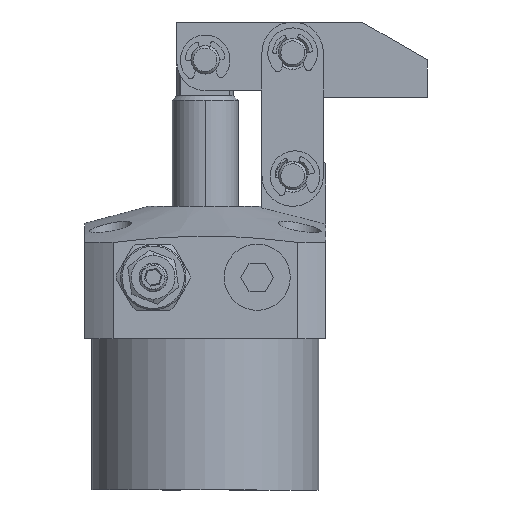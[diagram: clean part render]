
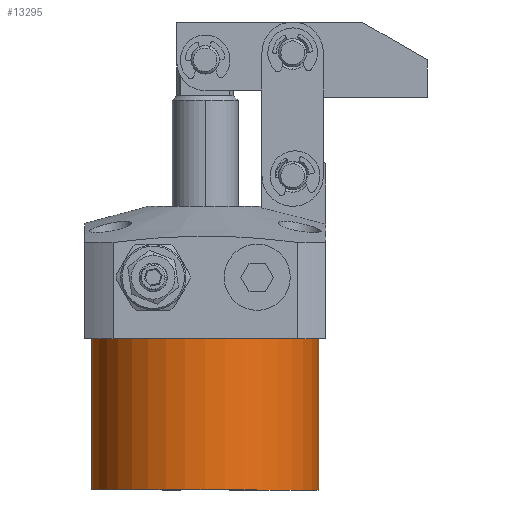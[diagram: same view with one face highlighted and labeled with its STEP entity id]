
A CAD part, left-side view. The second image highlights one B-rep face of the part: STEP entity #13295.
In plain terms, the highlighted cylindrical face has radius 24 mm (diameter 48 mm), a partial arc.
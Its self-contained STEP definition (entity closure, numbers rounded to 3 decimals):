
#299 = DIRECTION ( 'NONE',  ( 0., -1., 0. ) ) ;
#965 = DIRECTION ( 'NONE',  ( 0., -1., 0. ) ) ;
#972 = ORIENTED_EDGE ( 'NONE', *, *, #5484, .T. ) ;
#1153 = EDGE_CURVE ( 'NONE', #17455, #16369, #2409, .T. ) ;
#1640 = CARTESIAN_POINT ( 'NONE',  ( 0., 32., -24. ) ) ;
#2170 = FACE_OUTER_BOUND ( 'NONE', #15337, .T. ) ;
#2409 = CIRCLE ( 'NONE', #13171, 24. ) ;
#2854 = CARTESIAN_POINT ( 'NONE',  ( 0., 0., 0. ) ) ;
#3481 = VECTOR ( 'NONE', #9731, 1000. ) ;
#4263 = DIRECTION ( 'NONE',  ( 0., 0., -1. ) ) ;
#4999 = CARTESIAN_POINT ( 'NONE',  ( 0., 2.214, -24. ) ) ;
#5453 = CIRCLE ( 'NONE', #14329, 24. ) ;
#5484 = EDGE_CURVE ( 'NONE', #16369, #17018, #14894, .T. ) ;
#6105 = CARTESIAN_POINT ( 'NONE',  ( 0., 32., 0. ) ) ;
#7404 = CARTESIAN_POINT ( 'NONE',  ( 0., 0., 24. ) ) ;
#7526 = DIRECTION ( 'NONE',  ( 0., 0., -1. ) ) ;
#8781 = VERTEX_POINT ( 'NONE', #7404 ) ;
#8942 = AXIS2_PLACEMENT_3D ( 'NONE', #10106, #299, #17173 ) ;
#9731 = DIRECTION ( 'NONE',  ( 0., -1., 0. ) ) ;
#10106 = CARTESIAN_POINT ( 'NONE',  ( 0., 2.214, 0. ) ) ;
#10739 = VECTOR ( 'NONE', #965, 1000. ) ;
#11412 = LINE ( 'NONE', #16744, #3481 ) ;
#11600 = CYLINDRICAL_SURFACE ( 'NONE', #8942, 24. ) ;
#11688 = EDGE_CURVE ( 'NONE', #17455, #8781, #11412, .T. ) ;
#11732 = EDGE_CURVE ( 'NONE', #17018, #8781, #5453, .T. ) ;
#12564 = CARTESIAN_POINT ( 'NONE',  ( 0., 32., 24. ) ) ;
#12680 = DIRECTION ( 'NONE',  ( 0., 1., 0. ) ) ;
#13171 = AXIS2_PLACEMENT_3D ( 'NONE', #6105, #15909, #7526 ) ;
#13295 = ADVANCED_FACE ( 'NONE', ( #2170 ), #11600, .T. ) ;
#14176 = ORIENTED_EDGE ( 'NONE', *, *, #11732, .T. ) ;
#14329 = AXIS2_PLACEMENT_3D ( 'NONE', #2854, #12680, #4263 ) ;
#14767 = ORIENTED_EDGE ( 'NONE', *, *, #11688, .F. ) ;
#14894 = LINE ( 'NONE', #4999, #10739 ) ;
#15337 = EDGE_LOOP ( 'NONE', ( #14767, #16377, #972, #14176 ) ) ;
#15909 = DIRECTION ( 'NONE',  ( 0., -1., 0. ) ) ;
#16369 = VERTEX_POINT ( 'NONE', #1640 ) ;
#16377 = ORIENTED_EDGE ( 'NONE', *, *, #1153, .T. ) ;
#16413 = CARTESIAN_POINT ( 'NONE',  ( 0., 0., -24. ) ) ;
#16744 = CARTESIAN_POINT ( 'NONE',  ( 0., 2.214, 24. ) ) ;
#17018 = VERTEX_POINT ( 'NONE', #16413 ) ;
#17173 = DIRECTION ( 'NONE',  ( 0., 0., -1. ) ) ;
#17455 = VERTEX_POINT ( 'NONE', #12564 ) ;
